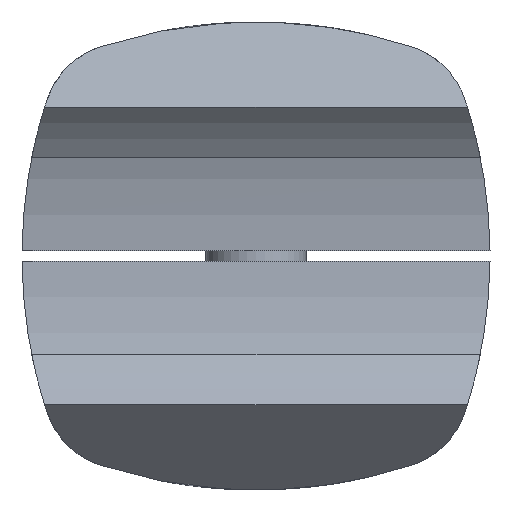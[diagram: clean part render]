
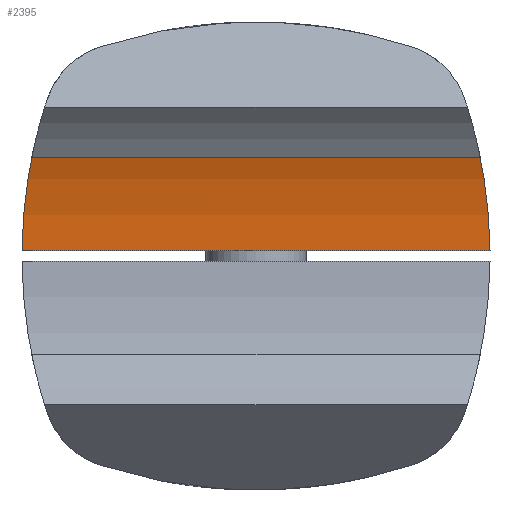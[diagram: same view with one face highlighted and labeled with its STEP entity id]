
A CAD part, front view. The second image highlights one B-rep face of the part: STEP entity #2395.
In plain terms, the highlighted cylindrical face has radius 20 mm (diameter 40 mm), a partial arc.
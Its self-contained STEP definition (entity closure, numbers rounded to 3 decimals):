
#303=FACE_OUTER_BOUND('',#451,.T.);
#451=EDGE_LOOP('',(#1640,#1641,#1642,#1643));
#613=B_SPLINE_CURVE_WITH_KNOTS('',3,(#3556,#3557,#3558,#3559,#3560,#3561,
#3562),.UNSPECIFIED.,.F.,.F.,(4,3,4),(8.743,9.167,
9.387),.UNSPECIFIED.);
#616=B_SPLINE_CURVE_WITH_KNOTS('',3,(#3618,#3619,#3620,#3621,#3622,#3623,
#3624,#3625,#3626,#3627),.UNSPECIFIED.,.F.,.F.,(4,3,3,4),(3.169,
3.243,3.688,3.812),.UNSPECIFIED.);
#662=LINE('',#3524,#830);
#666=LINE('',#3649,#834);
#830=VECTOR('',#2815,27.997);
#834=VECTOR('',#2851,26.462);
#998=VERTEX_POINT('',#3520);
#999=VERTEX_POINT('',#3522);
#1007=VERTEX_POINT('',#3555);
#1015=VERTEX_POINT('',#3616);
#1242=EDGE_CURVE('',#999,#998,#662,.T.);
#1250=EDGE_CURVE('',#1007,#998,#613,.T.);
#1260=EDGE_CURVE('',#999,#1015,#616,.T.);
#1264=EDGE_CURVE('',#1007,#1015,#666,.T.);
#1640=ORIENTED_EDGE('',*,*,#1250,.T.);
#1641=ORIENTED_EDGE('',*,*,#1242,.F.);
#1642=ORIENTED_EDGE('',*,*,#1260,.T.);
#1643=ORIENTED_EDGE('',*,*,#1264,.F.);
#2343=CYLINDRICAL_SURFACE('',#2561,20.);
#2395=ADVANCED_FACE('',(#303),#2343,.F.);
#2561=AXIS2_PLACEMENT_3D('',#3648,#2849,#2850);
#2815=DIRECTION('',(-1.,0.,0.));
#2849=DIRECTION('center_axis',(1.,0.,0.));
#2850=DIRECTION('ref_axis',(0.,0.,1.));
#2851=DIRECTION('',(1.,0.,0.));
#3520=CARTESIAN_POINT('',(-13.998,-36.002,0.3));
#3522=CARTESIAN_POINT('',(13.998,-36.002,0.3));
#3524=CARTESIAN_POINT('',(13.998,-36.002,0.3));
#3555=CARTESIAN_POINT('',(-13.231,-37.173,6.75));
#3556=CARTESIAN_POINT('Ctrl Pts',(-13.231,-37.173,6.75));
#3557=CARTESIAN_POINT('Ctrl Pts',(-13.546,-36.684,5.384));
#3558=CARTESIAN_POINT('Ctrl Pts',(-13.773,-36.342,3.954));
#3559=CARTESIAN_POINT('Ctrl Pts',(-13.894,-36.16,2.522));
#3560=CARTESIAN_POINT('Ctrl Pts',(-13.956,-36.065,1.779));
#3561=CARTESIAN_POINT('Ctrl Pts',(-13.991,-36.013,1.035));
#3562=CARTESIAN_POINT('Ctrl Pts',(-13.998,-36.002,0.3));
#3616=CARTESIAN_POINT('',(13.231,-37.173,6.75));
#3618=CARTESIAN_POINT('Ctrl Pts',(13.998,-36.002,0.3));
#3619=CARTESIAN_POINT('Ctrl Pts',(13.996,-36.006,0.549));
#3620=CARTESIAN_POINT('Ctrl Pts',(13.99,-36.014,0.798));
#3621=CARTESIAN_POINT('Ctrl Pts',(13.982,-36.028,1.049));
#3622=CARTESIAN_POINT('Ctrl Pts',(13.929,-36.106,2.545));
#3623=CARTESIAN_POINT('Ctrl Pts',(13.761,-36.358,4.063));
#3624=CARTESIAN_POINT('Ctrl Pts',(13.486,-36.78,5.53));
#3625=CARTESIAN_POINT('Ctrl Pts',(13.409,-36.898,5.941));
#3626=CARTESIAN_POINT('Ctrl Pts',(13.324,-37.029,6.348));
#3627=CARTESIAN_POINT('Ctrl Pts',(13.231,-37.173,6.75));
#3648=CARTESIAN_POINT('Origin',(-15.,-56.,0.));
#3649=CARTESIAN_POINT('',(-13.231,-37.173,6.75));
